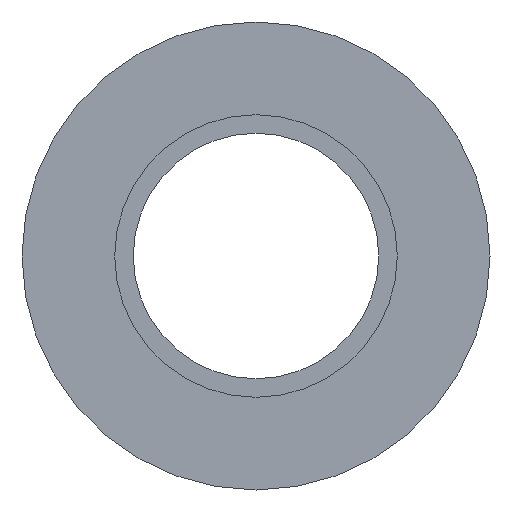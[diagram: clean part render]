
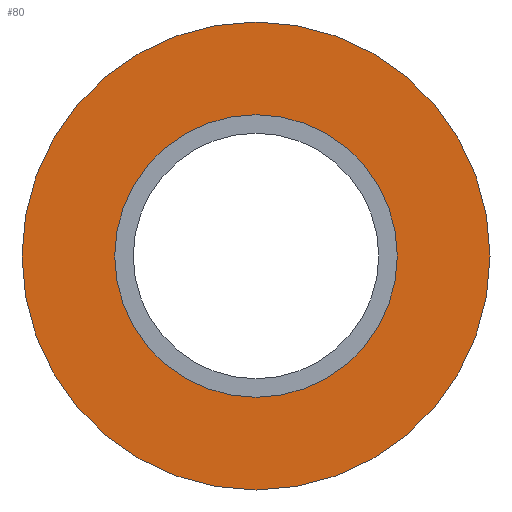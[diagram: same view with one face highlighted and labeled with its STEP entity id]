
A CAD part, front view. The second image highlights one B-rep face of the part: STEP entity #80.
In plain terms, the highlighted planar face has unit normal (0, -1, 0).
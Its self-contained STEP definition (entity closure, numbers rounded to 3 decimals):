
#80 = ADVANCED_FACE( '', ( #109, #110 ), #111, .F. );
#109 = FACE_BOUND( '', #166, .T. );
#110 = FACE_OUTER_BOUND( '', #167, .T. );
#111 = PLANE( '', #168 );
#166 = EDGE_LOOP( '', ( #236 ) );
#167 = EDGE_LOOP( '', ( #237 ) );
#168 = AXIS2_PLACEMENT_3D( '', #238, #239, #240 );
#236 = ORIENTED_EDGE( '', *, *, #336, .F. );
#237 = ORIENTED_EDGE( '', *, *, #337, .T. );
#238 = CARTESIAN_POINT( '', ( 26.5, -26.03, 0. ) );
#239 = DIRECTION( '', ( 0., 1., 0. ) );
#240 = DIRECTION( '', ( 0., 0., 1. ) );
#336 = EDGE_CURVE( '', #371, #371, #372, .T. );
#337 = EDGE_CURVE( '', #373, #373, #374, .T. );
#371 = VERTEX_POINT( '', #537 );
#372 = CIRCLE( '', #538, 16. );
#373 = VERTEX_POINT( '', #539 );
#374 = CIRCLE( '', #540, 26.5 );
#537 = CARTESIAN_POINT( '', ( 0., -26.03, -16. ) );
#538 = AXIS2_PLACEMENT_3D( '', #696, #697, #698 );
#539 = CARTESIAN_POINT( '', ( 0., -26.03, -26.5 ) );
#540 = AXIS2_PLACEMENT_3D( '', #699, #700, #701 );
#696 = CARTESIAN_POINT( '', ( 0., -26.03, 0. ) );
#697 = DIRECTION( '', ( 0., -1., 0. ) );
#698 = DIRECTION( '', ( 0., 0., -1. ) );
#699 = CARTESIAN_POINT( '', ( 0., -26.03, 0. ) );
#700 = DIRECTION( '', ( 0., -1., 0. ) );
#701 = DIRECTION( '', ( 0., 0., -1. ) );
